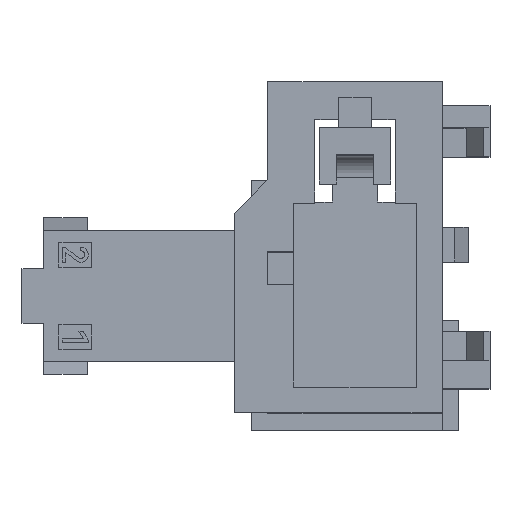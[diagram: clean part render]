
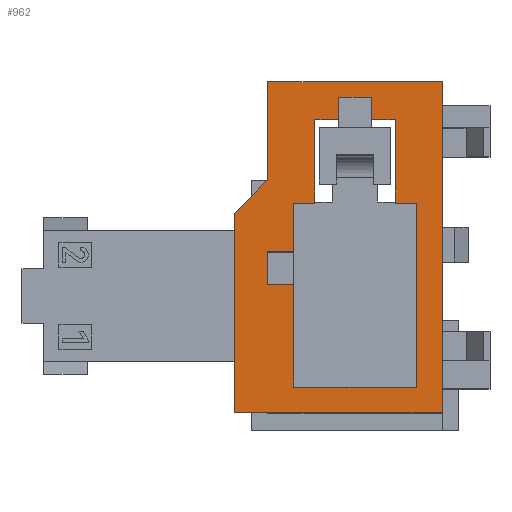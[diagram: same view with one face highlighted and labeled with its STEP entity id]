
A CAD part, top view. The second image highlights one B-rep face of the part: STEP entity #962.
In plain terms, the highlighted planar face has unit normal (0, 0, 1).
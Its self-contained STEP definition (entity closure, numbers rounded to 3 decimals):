
#848=FACE_BOUND('',#3004,.T.);
#849=FACE_BOUND('',#3005,.T.);
#962=ADVANCED_FACE('',(#848,#849),#1712,.T.);
#1712=PLANE('',#14277);
#3004=EDGE_LOOP('',(#3945,#3946,#3947,#3948,#3949,#3950));
#3005=EDGE_LOOP('',(#3951,#3952,#3953,#3954,#3955,#3956,#3957,#3958,#3959,
#3960,#3961,#3962,#3963,#3964,#3965,#3966));
#3945=ORIENTED_EDGE('',*,*,#9326,.F.);
#3946=ORIENTED_EDGE('',*,*,#9338,.F.);
#3947=ORIENTED_EDGE('',*,*,#9339,.F.);
#3948=ORIENTED_EDGE('',*,*,#9340,.F.);
#3949=ORIENTED_EDGE('',*,*,#9341,.F.);
#3950=ORIENTED_EDGE('',*,*,#9342,.F.);
#3951=ORIENTED_EDGE('',*,*,#9343,.F.);
#3952=ORIENTED_EDGE('',*,*,#9344,.T.);
#3953=ORIENTED_EDGE('',*,*,#9345,.T.);
#3954=ORIENTED_EDGE('',*,*,#9346,.T.);
#3955=ORIENTED_EDGE('',*,*,#9347,.F.);
#3956=ORIENTED_EDGE('',*,*,#9348,.T.);
#3957=ORIENTED_EDGE('',*,*,#9349,.T.);
#3958=ORIENTED_EDGE('',*,*,#9350,.T.);
#3959=ORIENTED_EDGE('',*,*,#9351,.T.);
#3960=ORIENTED_EDGE('',*,*,#9352,.F.);
#3961=ORIENTED_EDGE('',*,*,#9353,.F.);
#3962=ORIENTED_EDGE('',*,*,#9354,.F.);
#3963=ORIENTED_EDGE('',*,*,#9355,.F.);
#3964=ORIENTED_EDGE('',*,*,#9356,.F.);
#3965=ORIENTED_EDGE('',*,*,#9357,.F.);
#3966=ORIENTED_EDGE('',*,*,#9358,.F.);
#7961=VERTEX_POINT('',#18775);
#7962=VERTEX_POINT('',#18777);
#7972=VERTEX_POINT('',#18801);
#7973=VERTEX_POINT('',#18803);
#7974=VERTEX_POINT('',#18805);
#7975=VERTEX_POINT('',#18807);
#7976=VERTEX_POINT('',#18810);
#7977=VERTEX_POINT('',#18811);
#7978=VERTEX_POINT('',#18813);
#7979=VERTEX_POINT('',#18815);
#7980=VERTEX_POINT('',#18817);
#7981=VERTEX_POINT('',#18819);
#7982=VERTEX_POINT('',#18821);
#7983=VERTEX_POINT('',#18823);
#7984=VERTEX_POINT('',#18825);
#7985=VERTEX_POINT('',#18827);
#7986=VERTEX_POINT('',#18829);
#7987=VERTEX_POINT('',#18831);
#7988=VERTEX_POINT('',#18833);
#7989=VERTEX_POINT('',#18835);
#7990=VERTEX_POINT('',#18837);
#7991=VERTEX_POINT('',#18839);
#9326=EDGE_CURVE('',#7961,#7962,#11355,.T.);
#9338=EDGE_CURVE('',#7972,#7961,#11366,.T.);
#9339=EDGE_CURVE('',#7973,#7972,#11367,.T.);
#9340=EDGE_CURVE('',#7974,#7973,#11368,.T.);
#9341=EDGE_CURVE('',#7975,#7974,#11369,.T.);
#9342=EDGE_CURVE('',#7962,#7975,#11370,.T.);
#9343=EDGE_CURVE('',#7976,#7977,#11371,.T.);
#9344=EDGE_CURVE('',#7976,#7978,#11372,.T.);
#9345=EDGE_CURVE('',#7978,#7979,#11373,.T.);
#9346=EDGE_CURVE('',#7979,#7980,#11374,.T.);
#9347=EDGE_CURVE('',#7981,#7980,#11375,.T.);
#9348=EDGE_CURVE('',#7981,#7982,#11376,.T.);
#9349=EDGE_CURVE('',#7982,#7983,#11377,.T.);
#9350=EDGE_CURVE('',#7983,#7984,#11378,.T.);
#9351=EDGE_CURVE('',#7984,#7985,#11379,.T.);
#9352=EDGE_CURVE('',#7986,#7985,#11380,.T.);
#9353=EDGE_CURVE('',#7987,#7986,#11381,.T.);
#9354=EDGE_CURVE('',#7988,#7987,#11382,.T.);
#9355=EDGE_CURVE('',#7989,#7988,#11383,.T.);
#9356=EDGE_CURVE('',#7990,#7989,#11384,.T.);
#9357=EDGE_CURVE('',#7991,#7990,#11385,.T.);
#9358=EDGE_CURVE('',#7977,#7991,#11386,.T.);
#11355=LINE('',#18776,#12828);
#11366=LINE('',#18800,#12839);
#11367=LINE('',#18802,#12840);
#11368=LINE('',#18804,#12841);
#11369=LINE('',#18806,#12842);
#11370=LINE('',#18808,#12843);
#11371=LINE('',#18809,#12844);
#11372=LINE('',#18812,#12845);
#11373=LINE('',#18814,#12846);
#11374=LINE('',#18816,#12847);
#11375=LINE('',#18818,#12848);
#11376=LINE('',#18820,#12849);
#11377=LINE('',#18822,#12850);
#11378=LINE('',#18824,#12851);
#11379=LINE('',#18826,#12852);
#11380=LINE('',#18828,#12853);
#11381=LINE('',#18830,#12854);
#11382=LINE('',#18832,#12855);
#11383=LINE('',#18834,#12856);
#11384=LINE('',#18836,#12857);
#11385=LINE('',#18838,#12858);
#11386=LINE('',#18840,#12859);
#12828=VECTOR('',#15314,1.);
#12839=VECTOR('',#15331,1.);
#12840=VECTOR('',#15332,1.);
#12841=VECTOR('',#15333,1.);
#12842=VECTOR('',#15334,1.);
#12843=VECTOR('',#15335,1.);
#12844=VECTOR('',#15336,1.);
#12845=VECTOR('',#15337,1.);
#12846=VECTOR('',#15338,1.);
#12847=VECTOR('',#15339,1.);
#12848=VECTOR('',#15340,1.);
#12849=VECTOR('',#15341,1.);
#12850=VECTOR('',#15342,1.);
#12851=VECTOR('',#15343,1.);
#12852=VECTOR('',#15344,1.);
#12853=VECTOR('',#15345,1.);
#12854=VECTOR('',#15346,1.);
#12855=VECTOR('',#15347,1.);
#12856=VECTOR('',#15348,1.);
#12857=VECTOR('',#15349,1.);
#12858=VECTOR('',#15350,1.);
#12859=VECTOR('',#15351,1.);
#14277=AXIS2_PLACEMENT_3D('',#18841,#15352,#15353);
#15314=DIRECTION('',(0.,1.,0.));
#15331=DIRECTION('',(-1.,0.,0.));
#15332=DIRECTION('',(0.,-1.,0.));
#15333=DIRECTION('',(1.,0.,0.));
#15334=DIRECTION('',(0.,1.,0.));
#15335=DIRECTION('',(0.707,0.707,0.));
#15336=DIRECTION('',(-1.,0.,0.));
#15337=DIRECTION('',(0.,1.,0.));
#15338=DIRECTION('',(1.,0.,0.));
#15339=DIRECTION('',(0.,1.,0.));
#15340=DIRECTION('',(-1.,0.,0.));
#15341=DIRECTION('',(0.,-1.,0.));
#15342=DIRECTION('',(1.,0.,0.));
#15343=DIRECTION('',(0.,-1.,0.));
#15344=DIRECTION('',(1.,0.,0.));
#15345=DIRECTION('',(0.,1.,0.));
#15346=DIRECTION('',(1.,0.,0.));
#15347=DIRECTION('',(0.,-1.,0.));
#15348=DIRECTION('',(1.,0.,0.));
#15349=DIRECTION('',(0.,-1.,0.));
#15350=DIRECTION('',(-1.,0.,0.));
#15351=DIRECTION('',(0.,-1.,0.));
#15352=DIRECTION('',(0.,0.,1.));
#15353=DIRECTION('',(0.,-1.,0.));
#18775=CARTESIAN_POINT('',(-5.545,-5.4,14.));
#18776=CARTESIAN_POINT('',(-5.545,3.75,14.));
#18777=CARTESIAN_POINT('',(-5.545,3.75,14.));
#18800=CARTESIAN_POINT('',(-4.,-5.4,14.));
#18801=CARTESIAN_POINT('',(4.,-5.4,14.));
#18802=CARTESIAN_POINT('',(4.,-4.4,14.));
#18803=CARTESIAN_POINT('',(4.,9.8,14.));
#18804=CARTESIAN_POINT('',(4.,9.8,14.));
#18805=CARTESIAN_POINT('',(-4.,9.8,14.));
#18806=CARTESIAN_POINT('',(-4.,5.4,14.));
#18807=CARTESIAN_POINT('',(-4.,5.295,14.));
#18808=CARTESIAN_POINT('',(-4.,5.295,14.));
#18809=CARTESIAN_POINT('',(0.,4.225,14.));
#18810=CARTESIAN_POINT('',(-1.85,4.225,14.));
#18811=CARTESIAN_POINT('',(-2.825,4.225,14.));
#18812=CARTESIAN_POINT('',(-1.85,5.4,14.));
#18813=CARTESIAN_POINT('',(-1.85,8.075,14.));
#18814=CARTESIAN_POINT('',(0.,8.075,14.));
#18815=CARTESIAN_POINT('',(-0.75,8.075,14.));
#18816=CARTESIAN_POINT('',(-0.75,8.575,14.));
#18817=CARTESIAN_POINT('',(-0.75,9.075,14.));
#18818=CARTESIAN_POINT('',(0.,9.075,14.));
#18819=CARTESIAN_POINT('',(0.75,9.075,14.));
#18820=CARTESIAN_POINT('',(0.75,9.275,14.));
#18821=CARTESIAN_POINT('',(0.75,8.075,14.));
#18822=CARTESIAN_POINT('',(0.,8.075,14.));
#18823=CARTESIAN_POINT('',(1.85,8.075,14.));
#18824=CARTESIAN_POINT('',(1.85,4.225,14.));
#18825=CARTESIAN_POINT('',(1.85,4.225,14.));
#18826=CARTESIAN_POINT('',(-2.825,4.225,14.));
#18827=CARTESIAN_POINT('',(2.825,4.225,14.));
#18828=CARTESIAN_POINT('',(2.825,0.,14.));
#18829=CARTESIAN_POINT('',(2.825,-4.225,14.));
#18830=CARTESIAN_POINT('',(0.,-4.225,14.));
#18831=CARTESIAN_POINT('',(-2.825,-4.225,14.));
#18832=CARTESIAN_POINT('',(-2.825,0.,14.));
#18833=CARTESIAN_POINT('',(-2.825,0.5,14.));
#18834=CARTESIAN_POINT('',(0.,0.5,14.));
#18835=CARTESIAN_POINT('',(-4.025,0.5,14.));
#18836=CARTESIAN_POINT('',(-4.025,0.75,14.));
#18837=CARTESIAN_POINT('',(-4.025,2.,14.));
#18838=CARTESIAN_POINT('',(0.,2.,14.));
#18839=CARTESIAN_POINT('',(-2.825,2.,14.));
#18840=CARTESIAN_POINT('',(-2.825,0.,14.));
#18841=CARTESIAN_POINT('',(0.,0.,14.));
